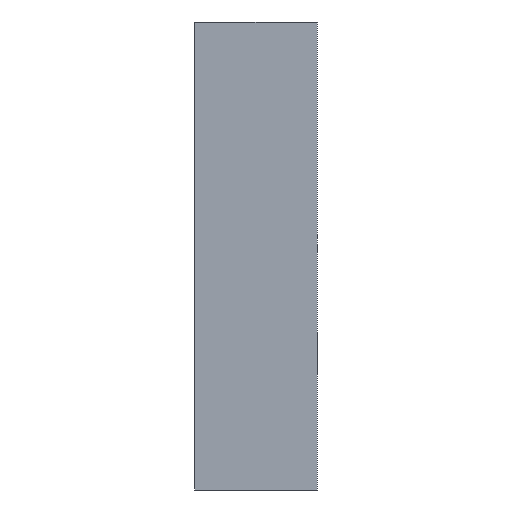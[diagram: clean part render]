
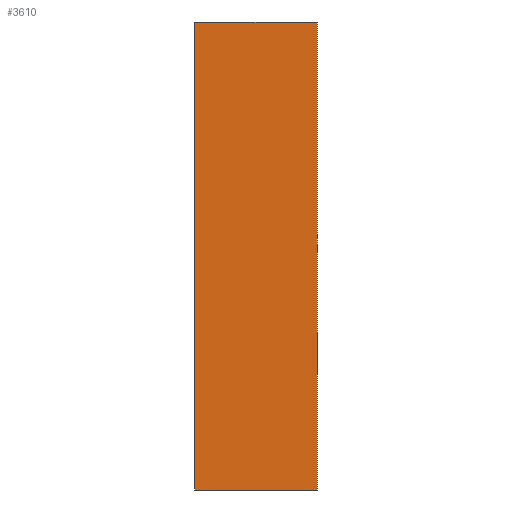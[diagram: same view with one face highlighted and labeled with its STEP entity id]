
A CAD part, left-side view. The second image highlights one B-rep face of the part: STEP entity #3610.
In plain terms, the highlighted planar face has unit normal (-1, 0, 0).
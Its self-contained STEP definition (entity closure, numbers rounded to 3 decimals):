
#5 = CARTESIAN_POINT ( 'NONE',  ( 0., 2.5, 0. ) ) ;
#101 = DIRECTION ( 'NONE',  ( 0., -1., 0. ) ) ;
#387 = VERTEX_POINT ( 'NONE', #4260 ) ;
#413 = DIRECTION ( 'NONE',  ( 0., -1., 0. ) ) ;
#689 = CARTESIAN_POINT ( 'NONE',  ( 0., 2.5, 200. ) ) ;
#848 = CARTESIAN_POINT ( 'NONE',  ( 0., 0., 0. ) ) ;
#1545 = FACE_OUTER_BOUND ( 'NONE', #3809, .T. ) ;
#2112 = EDGE_CURVE ( 'NONE', #4206, #387, #5343, .T. ) ;
#2255 = VECTOR ( 'NONE', #4215, 1000. ) ;
#2338 = ORIENTED_EDGE ( 'NONE', *, *, #4173, .T. ) ;
#2523 = CARTESIAN_POINT ( 'NONE',  ( 0., 2.5, 0. ) ) ;
#2632 = LINE ( 'NONE', #689, #3341 ) ;
#2758 = ORIENTED_EDGE ( 'NONE', *, *, #2112, .F. ) ;
#2865 = DIRECTION ( 'NONE',  ( 0., 0., 1. ) ) ;
#3208 = CARTESIAN_POINT ( 'NONE',  ( 0., 52.5, 0. ) ) ;
#3281 = CARTESIAN_POINT ( 'NONE',  ( 0., 0., 0. ) ) ;
#3341 = VECTOR ( 'NONE', #101, 1000. ) ;
#3610 = ADVANCED_FACE ( 'NONE', ( #1545 ), #4989, .F. ) ;
#3809 = EDGE_LOOP ( 'NONE', ( #2338, #6374, #2758, #5123 ) ) ;
#3852 = CARTESIAN_POINT ( 'NONE',  ( 0., 52.5, 0. ) ) ;
#3883 = VERTEX_POINT ( 'NONE', #5448 ) ;
#3955 = DIRECTION ( 'NONE',  ( 1., 0., 0. ) ) ;
#4105 = VERTEX_POINT ( 'NONE', #848 ) ;
#4173 = EDGE_CURVE ( 'NONE', #4105, #3883, #5305, .T. ) ;
#4206 = VERTEX_POINT ( 'NONE', #3208 ) ;
#4215 = DIRECTION ( 'NONE',  ( 0., 0., 1. ) ) ;
#4260 = CARTESIAN_POINT ( 'NONE',  ( 0., 52.5, 200. ) ) ;
#4532 = EDGE_CURVE ( 'NONE', #4206, #4105, #5564, .T. ) ;
#4949 = AXIS2_PLACEMENT_3D ( 'NONE', #5, #3955, #6046 ) ;
#4989 = PLANE ( 'NONE',  #4949 ) ;
#5123 = ORIENTED_EDGE ( 'NONE', *, *, #4532, .T. ) ;
#5220 = EDGE_CURVE ( 'NONE', #387, #3883, #2632, .T. ) ;
#5305 = LINE ( 'NONE', #3281, #2255 ) ;
#5343 = LINE ( 'NONE', #3852, #5411 ) ;
#5411 = VECTOR ( 'NONE', #2865, 1000. ) ;
#5448 = CARTESIAN_POINT ( 'NONE',  ( 0., 0., 200. ) ) ;
#5564 = LINE ( 'NONE', #2523, #6488 ) ;
#6046 = DIRECTION ( 'NONE',  ( 0., 0., -1. ) ) ;
#6374 = ORIENTED_EDGE ( 'NONE', *, *, #5220, .F. ) ;
#6488 = VECTOR ( 'NONE', #413, 1000. ) ;
